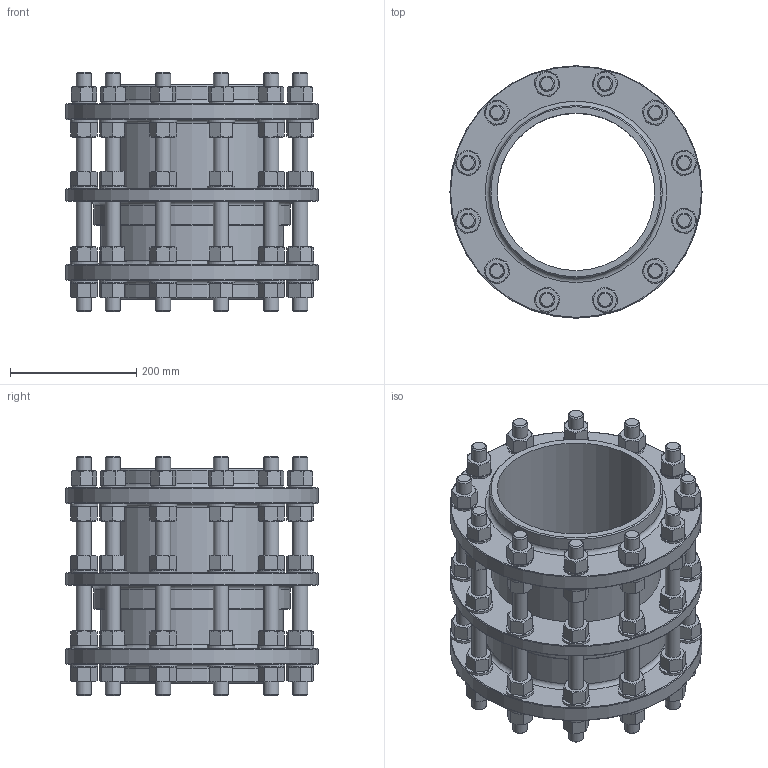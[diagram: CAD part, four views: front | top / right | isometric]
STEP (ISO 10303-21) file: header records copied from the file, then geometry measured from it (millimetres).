
FILE_DESCRIPTION(/* description */ (''),/* implementation_level */ '2;1');
FILE_NAME(/* name */ 'DN250PN16_3D_STEP.stp',/* time_stamp */ '2025-09-11T00:49:30+03:00',/* author */ ('igorr'),/* organization */ (''),/* preprocessor_version */ 'ST-DEVELOPER v20',/* originating_system */ 'Autodesk Inventor 2025',/* authorisation */ '');
FILE_SCHEMA (('AUTOMOTIVE_DESIGN { 1 0 10303 214 3 1 1 }'));
Length unit declared in the file: millimetre
Products named in the file (5): Сборка; Деталь; DIN 126 - 24; DIN 126 - 26; ANSI B18.2.4.2M - M24x3
Assembly tree (121 placements, depth 2):
  Сборка
    Деталь
    ANSI B18.2.4.2M - M24x3  x60
    DIN 126 - 24  x12
    DIN 126 - 26  x48
Bounding box: 400 x 400 x 380 mm (x, y, z)
Volume: 11812664.6 mm3; surface area: 1952909.9 mm2
Topology: 133 solids, 133 shells, 1595 faces, 3332 edges, 2079 vertices
Faces by surface type: plane 745, cone 507, cylinder 304, bspline 23, torus 16
Full cylindrical faces by diameter (mm): 20.752 x60, 24 x24, 25 x36, 26 x48, 32.5 x60, 39 x12, 44 x48, 250 x1, 268 x1, 274 x2, 290 x1, 291 x1, 311 x1, 400 x3
Entity records: 8704 total; most frequent: CARTESIAN_POINT 1734, DIRECTION 1439, ORIENTED_EDGE 1130, AXIS2_PLACEMENT_3D 591, EDGE_CURVE 565, VERTEX_POINT 372, EDGE_LOOP 339, LINE 257
